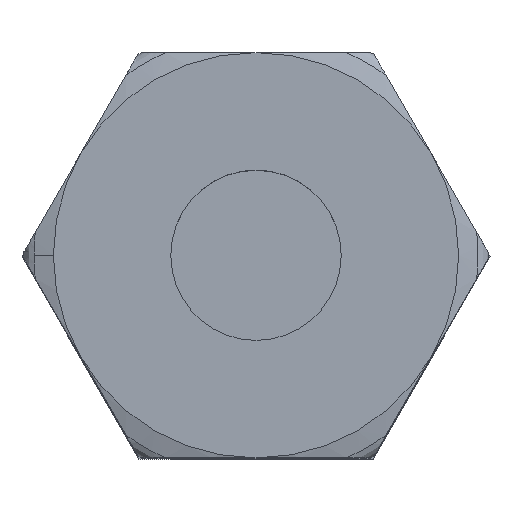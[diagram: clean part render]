
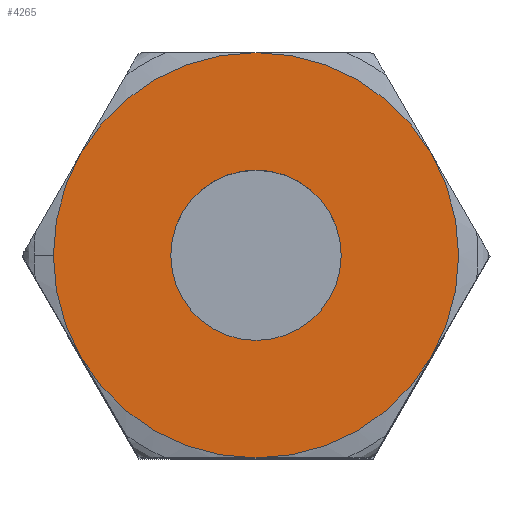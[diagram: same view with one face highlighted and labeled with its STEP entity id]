
A CAD part, top view. The second image highlights one B-rep face of the part: STEP entity #4265.
In plain terms, the highlighted planar face has unit normal (0, 0, 1).
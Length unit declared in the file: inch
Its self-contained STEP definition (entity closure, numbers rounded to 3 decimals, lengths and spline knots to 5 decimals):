
#5 = DIRECTION ( 'NONE',  ( 0., 0., -1. ) ) ;
#70 = CARTESIAN_POINT ( 'NONE',  ( 0., 0., 3.61462 ) ) ;
#115 = AXIS2_PLACEMENT_3D ( 'NONE', #3645, #3605, #1642 ) ;
#207 = DIRECTION ( 'NONE',  ( 0., 0., -1. ) ) ;
#241 = DIRECTION ( 'NONE',  ( -1., 0., 0. ) ) ;
#251 = AXIS2_PLACEMENT_3D ( 'NONE', #2990, #280, #3629 ) ;
#267 = AXIS2_PLACEMENT_3D ( 'NONE', #3077, #4048, #2747 ) ;
#279 = CARTESIAN_POINT ( 'NONE',  ( 0., 0., 3.61462 ) ) ;
#280 = DIRECTION ( 'NONE',  ( 0., 0., -1. ) ) ;
#293 = VERTEX_POINT ( 'NONE', #2910 ) ;
#395 = AXIS2_PLACEMENT_3D ( 'NONE', #3883, #567, #241 ) ;
#407 = EDGE_CURVE ( 'NONE', #438, #3994, #3800, .T. ) ;
#438 = VERTEX_POINT ( 'NONE', #1271 ) ;
#470 = CARTESIAN_POINT ( 'NONE',  ( 0., 0., 3.61462 ) ) ;
#567 = DIRECTION ( 'NONE',  ( 0., 0., -1. ) ) ;
#592 = CARTESIAN_POINT ( 'NONE',  ( 0.59539, -0.34375, 3.61462 ) ) ;
#601 = DIRECTION ( 'NONE',  ( -1., 0., 0. ) ) ;
#624 = CARTESIAN_POINT ( 'NONE',  ( 0., -0.6875, 3.61462 ) ) ;
#685 = ORIENTED_EDGE ( 'NONE', *, *, #3601, .F. ) ;
#697 = EDGE_CURVE ( 'NONE', #1812, #2340, #2671, .T. ) ;
#701 = EDGE_CURVE ( 'NONE', #2722, #1140, #797, .T. ) ;
#797 = CIRCLE ( 'NONE', #3514, 0.289 ) ;
#854 = FACE_BOUND ( 'NONE', #3861, .T. ) ;
#1087 = DIRECTION ( 'NONE',  ( -1., 0., 0. ) ) ;
#1098 = AXIS2_PLACEMENT_3D ( 'NONE', #279, #4176, #601 ) ;
#1131 = DIRECTION ( 'NONE',  ( 0., 0., -1. ) ) ;
#1140 = VERTEX_POINT ( 'NONE', #2796 ) ;
#1173 = AXIS2_PLACEMENT_3D ( 'NONE', #470, #2163, #1800 ) ;
#1206 = DIRECTION ( 'NONE',  ( 1., 0., 0. ) ) ;
#1271 = CARTESIAN_POINT ( 'NONE',  ( 0., 0.6875, 3.61462 ) ) ;
#1370 = CIRCLE ( 'NONE', #395, 0.6875 ) ;
#1438 = AXIS2_PLACEMENT_3D ( 'NONE', #70, #5, #1087 ) ;
#1466 = EDGE_CURVE ( 'NONE', #2400, #293, #2957, .T. ) ;
#1565 = AXIS2_PLACEMENT_3D ( 'NONE', #3467, #207, #3536 ) ;
#1642 = DIRECTION ( 'NONE',  ( 1., 0., 0. ) ) ;
#1762 = DIRECTION ( 'NONE',  ( -1., 0., 0. ) ) ;
#1795 = DIRECTION ( 'NONE',  ( 0., 0., 1. ) ) ;
#1799 = EDGE_CURVE ( 'NONE', #1140, #2722, #3238, .T. ) ;
#1800 = DIRECTION ( 'NONE',  ( -1., 0., 0. ) ) ;
#1812 = VERTEX_POINT ( 'NONE', #624 ) ;
#1861 = CIRCLE ( 'NONE', #267, 0.6875 ) ;
#2107 = CARTESIAN_POINT ( 'NONE',  ( -0.6875, 0., 3.61462 ) ) ;
#2117 = PLANE ( 'NONE',  #1173 ) ;
#2163 = DIRECTION ( 'NONE',  ( 0., 0., -1. ) ) ;
#2186 = VERTEX_POINT ( 'NONE', #592 ) ;
#2195 = AXIS2_PLACEMENT_3D ( 'NONE', #2774, #1131, #1762 ) ;
#2246 = EDGE_CURVE ( 'NONE', #2340, #2400, #3033, .T. ) ;
#2340 = VERTEX_POINT ( 'NONE', #3992 ) ;
#2400 = VERTEX_POINT ( 'NONE', #2107 ) ;
#2432 = EDGE_LOOP ( 'NONE', ( #4044, #685, #4011, #3495, #3804, #3580, #2902 ) ) ;
#2495 = CARTESIAN_POINT ( 'NONE',  ( 0.59539, 0.34375, 3.61462 ) ) ;
#2522 = ORIENTED_EDGE ( 'NONE', *, *, #701, .F. ) ;
#2633 = EDGE_CURVE ( 'NONE', #3994, #2186, #1370, .T. ) ;
#2671 = CIRCLE ( 'NONE', #1565, 0.6875 ) ;
#2722 = VERTEX_POINT ( 'NONE', #2727 ) ;
#2727 = CARTESIAN_POINT ( 'NONE',  ( 0.289, 0., 3.61462 ) ) ;
#2747 = DIRECTION ( 'NONE',  ( -1., 0., 0. ) ) ;
#2774 = CARTESIAN_POINT ( 'NONE',  ( 0., 0., 3.61462 ) ) ;
#2796 = CARTESIAN_POINT ( 'NONE',  ( -0.289, 0., 3.61462 ) ) ;
#2850 = FACE_OUTER_BOUND ( 'NONE', #2432, .T. ) ;
#2902 = ORIENTED_EDGE ( 'NONE', *, *, #2246, .F. ) ;
#2910 = CARTESIAN_POINT ( 'NONE',  ( -0.59539, 0.34375, 3.61462 ) ) ;
#2957 = CIRCLE ( 'NONE', #2195, 0.6875 ) ;
#2990 = CARTESIAN_POINT ( 'NONE',  ( 0., 0., 3.61462 ) ) ;
#3033 = CIRCLE ( 'NONE', #1438, 0.6875 ) ;
#3077 = CARTESIAN_POINT ( 'NONE',  ( 0., 0., 3.61462 ) ) ;
#3238 = CIRCLE ( 'NONE', #115, 0.289 ) ;
#3328 = EDGE_CURVE ( 'NONE', #293, #438, #1861, .T. ) ;
#3451 = ORIENTED_EDGE ( 'NONE', *, *, #1799, .F. ) ;
#3467 = CARTESIAN_POINT ( 'NONE',  ( 0., 0., 3.61462 ) ) ;
#3495 = ORIENTED_EDGE ( 'NONE', *, *, #407, .F. ) ;
#3514 = AXIS2_PLACEMENT_3D ( 'NONE', #3827, #1795, #1206 ) ;
#3534 = CIRCLE ( 'NONE', #1098, 0.6875 ) ;
#3536 = DIRECTION ( 'NONE',  ( -1., 0., 0. ) ) ;
#3580 = ORIENTED_EDGE ( 'NONE', *, *, #1466, .F. ) ;
#3601 = EDGE_CURVE ( 'NONE', #2186, #1812, #3534, .T. ) ;
#3605 = DIRECTION ( 'NONE',  ( 0., 0., 1. ) ) ;
#3629 = DIRECTION ( 'NONE',  ( -1., 0., 0. ) ) ;
#3645 = CARTESIAN_POINT ( 'NONE',  ( 0., 0., 3.61462 ) ) ;
#3800 = CIRCLE ( 'NONE', #251, 0.6875 ) ;
#3804 = ORIENTED_EDGE ( 'NONE', *, *, #3328, .F. ) ;
#3827 = CARTESIAN_POINT ( 'NONE',  ( 0., 0., 3.61462 ) ) ;
#3861 = EDGE_LOOP ( 'NONE', ( #2522, #3451 ) ) ;
#3883 = CARTESIAN_POINT ( 'NONE',  ( 0., 0., 3.61462 ) ) ;
#3992 = CARTESIAN_POINT ( 'NONE',  ( -0.59539, -0.34375, 3.61462 ) ) ;
#3994 = VERTEX_POINT ( 'NONE', #2495 ) ;
#4011 = ORIENTED_EDGE ( 'NONE', *, *, #2633, .F. ) ;
#4044 = ORIENTED_EDGE ( 'NONE', *, *, #697, .F. ) ;
#4048 = DIRECTION ( 'NONE',  ( 0., 0., -1. ) ) ;
#4176 = DIRECTION ( 'NONE',  ( 0., 0., -1. ) ) ;
#4265 = ADVANCED_FACE ( 'NONE', ( #854, #2850 ), #2117, .F. ) ;
